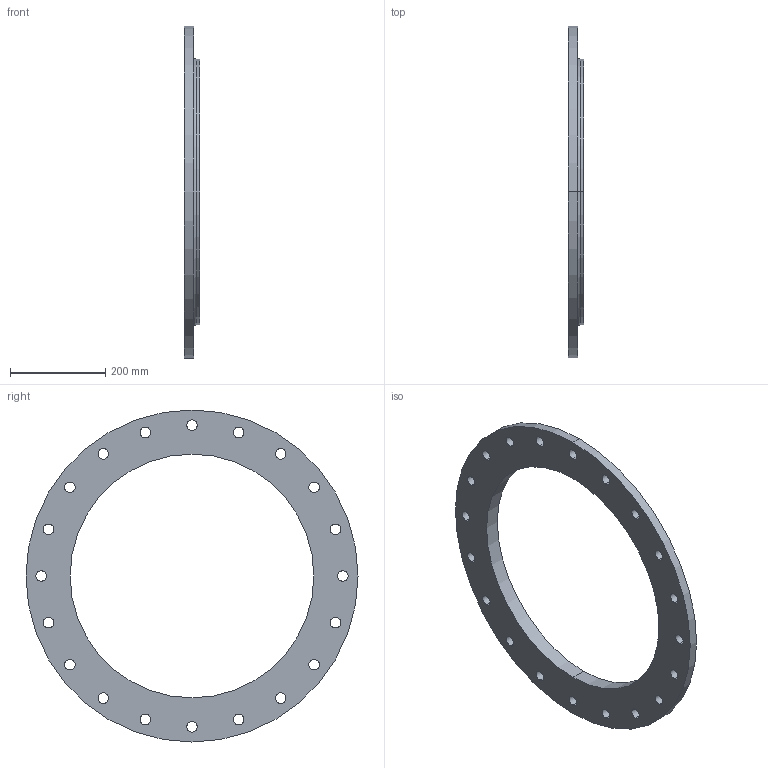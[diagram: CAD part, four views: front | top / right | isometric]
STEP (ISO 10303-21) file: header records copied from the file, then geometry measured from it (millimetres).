
FILE_DESCRIPTION (( 'STEP AP203' ), '1' );
FILE_NAME ('20_CLB_C207_FF_SOF.STEP', '2024-01-12T03:34:58', ( '' ), ( '' ), 'SwSTEP 2.0', 'SolidWorks 2023', '' );
FILE_SCHEMA (( 'CONFIG_CONTROL_DESIGN' ));
Length unit declared in the file: inch
Products named in the file (1): 20_CLB_C207_FF_SOF
Bounding box: 31.75 x 698.5 x 698.5 mm (x, y, z)
Volume: 3725592.2 mm3; surface area: 474954.7 mm2
Topology: 1 solids, 1 shells, 51 faces, 142 edges, 94 vertices
Faces by surface type: cylinder 46, plane 3, torus 2
Entity records: 1859 total; most frequent: DIRECTION 342, CARTESIAN_POINT 288, ORIENTED_EDGE 284, AXIS2_PLACEMENT_3D 148, EDGE_CURVE 142, CIRCLE 96, EDGE_LOOP 94, VERTEX_POINT 94
